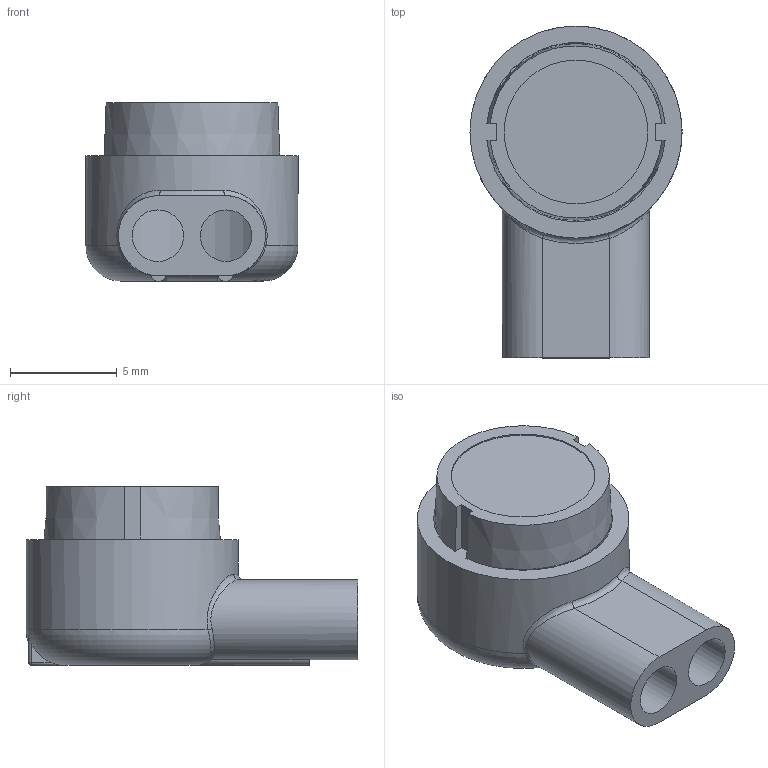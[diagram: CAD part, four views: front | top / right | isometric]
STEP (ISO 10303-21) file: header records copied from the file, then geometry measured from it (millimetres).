
FILE_DESCRIPTION(/* description */ (''),/* implementation_level */ '2;1');
FILE_NAME(/* name */ '7056K23_Insulation Displacement Connectors_v2.step',/* time_stamp */ '2023-05-23T22:29:56-06:00',/* author */ (''),/* organization */ (''),/* preprocessor_version */ 'ST-DEVELOPER v19.2',/* originating_system */ 'Autodesk Translation Framework v12.4.0.73',/* authorisation */ '');
FILE_SCHEMA (('AUTOMOTIVE_DESIGN { 1 0 10303 214 3 1 1 }'));
Length unit declared in the file: inch
Products named in the file (1): 7056K23_Insulation Displacement Connectors
Bounding box: 9.93 x 15.53 x 8.34 mm (x, y, z)
Volume: 373.4 mm3; surface area: 1093.8 mm2
Topology: 3 solids, 3 shells, 182 faces, 481 edges, 309 vertices
Faces by surface type: plane 122, cylinder 44, bspline 8, torus 4, cone 2, sphere 2
Full cylindrical faces by diameter (mm): 2.413 x2, 6.35 x1, 6.731 x1, 9.931 x1
Entity records: 6257 total; most frequent: CARTESIAN_POINT 1721, ORIENTED_EDGE 954, DIRECTION 897, EDGE_CURVE 477, LINE 335, VECTOR 335, VERTEX_POINT 309, AXIS2_PLACEMENT_3D 281
